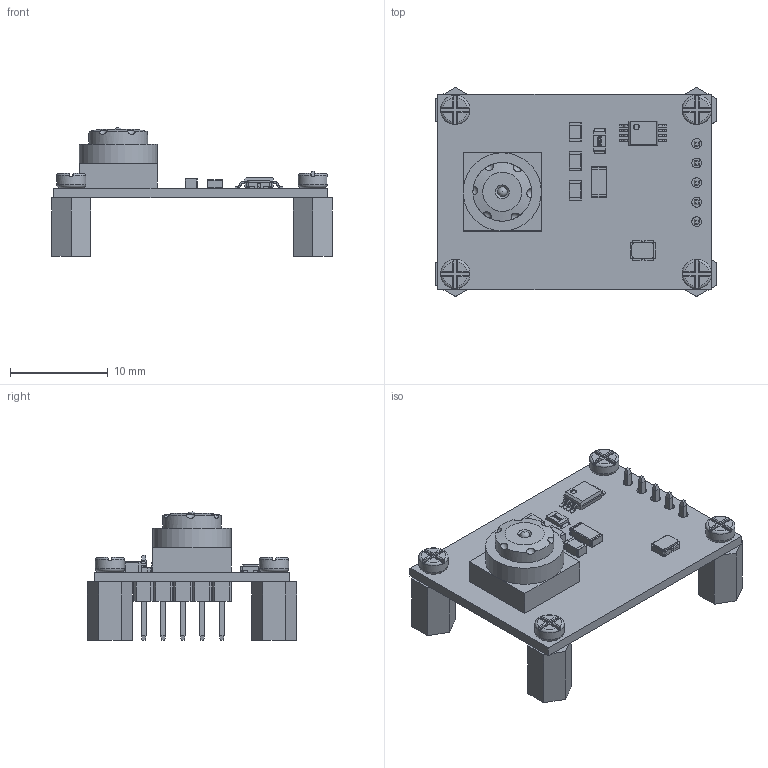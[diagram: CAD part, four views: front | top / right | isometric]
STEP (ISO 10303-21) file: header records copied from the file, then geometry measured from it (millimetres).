
FILE_DESCRIPTION(/* description */ (''),/* implementation_level */ '2;1');
FILE_NAME(/* name */ 'Camera module - PTC06 .step',/* time_stamp */ '2020-05-10T18:14:09-03:00',/* author */ (''),/* organization */ (''),/* preprocessor_version */ 'ST-DEVELOPER v18.1',/* originating_system */ 'Autodesk Translation Framework v9.2.0.1227',/* authorisation */ '');
FILE_SCHEMA (('AUTOMOTIVE_DESIGN { 1 0 10303 214 3 1 1 }'));
Length unit declared in the file: millimetre
Products named in the file (1): Camera module - PTC06
Bounding box: 28.71 x 21.42 x 13.2 mm (x, y, z)
Volume: 1268 mm3; surface area: 2679 mm2
Topology: 48 solids, 48 shells, 883 faces, 2204 edges, 1414 vertices
Faces by surface type: plane 552, cylinder 157, bspline 116, sphere 35, torus 20, cone 3
Full cylindrical faces by diameter (mm): 1 x6, 2 x5, 2.1 x4, 3 x4, 6 x1, 8 x1
Entity records: 28417 total; most frequent: CARTESIAN_POINT 7506, ORIENTED_EDGE 4396, DIRECTION 3867, EDGE_CURVE 2198, LINE 1489, VECTOR 1489, VERTEX_POINT 1414, AXIS2_PLACEMENT_3D 1189
